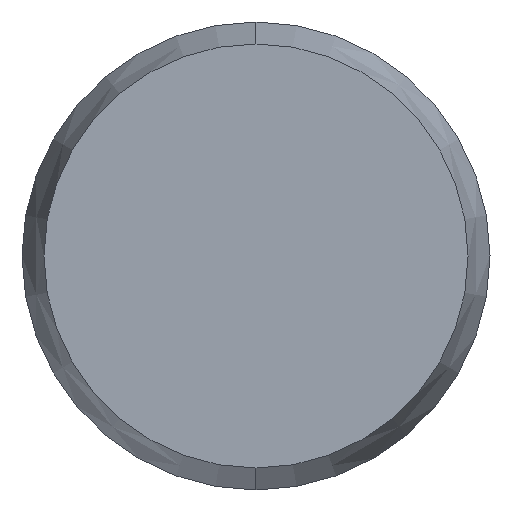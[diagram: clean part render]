
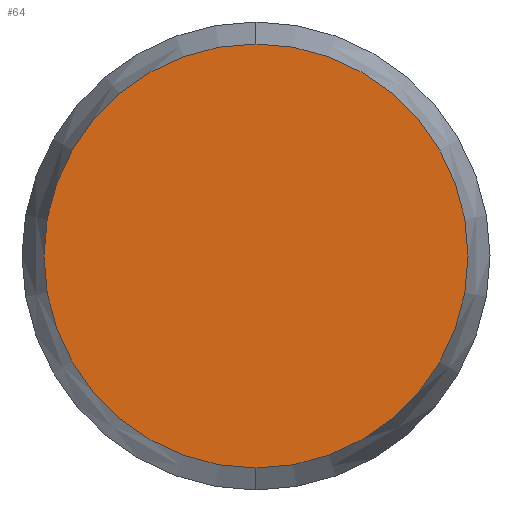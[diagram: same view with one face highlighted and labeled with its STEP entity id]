
A CAD part, left-side view. The second image highlights one B-rep face of the part: STEP entity #64.
In plain terms, the highlighted planar face has unit normal (-1, 0, 0).
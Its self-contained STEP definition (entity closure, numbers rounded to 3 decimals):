
#16 = FACE_OUTER_BOUND ( 'NONE', #250, .T. ) ;
#21 = CIRCLE ( 'NONE', #245, 0.906 ) ;
#23 = VERTEX_POINT ( 'NONE', #249 ) ;
#32 = CARTESIAN_POINT ( 'NONE',  ( -5., 0., 0. ) ) ;
#42 = CARTESIAN_POINT ( 'NONE',  ( -5., 0., 0. ) ) ;
#44 = AXIS2_PLACEMENT_3D ( 'NONE', #32, #194, #82 ) ;
#49 = ORIENTED_EDGE ( 'NONE', *, *, #135, .T. ) ;
#54 = EDGE_CURVE ( 'NONE', #100, #23, #192, .T. ) ;
#62 = DIRECTION ( 'NONE',  ( 0., 0., 1. ) ) ;
#63 = AXIS2_PLACEMENT_3D ( 'NONE', #190, #168, #231 ) ;
#64 = ADVANCED_FACE ( 'NONE', ( #16 ), #127, .T. ) ;
#82 = DIRECTION ( 'NONE',  ( 0., 0., 1. ) ) ;
#100 = VERTEX_POINT ( 'NONE', #166 ) ;
#127 = PLANE ( 'NONE',  #44 ) ;
#135 = EDGE_CURVE ( 'NONE', #23, #100, #21, .T. ) ;
#151 = DIRECTION ( 'NONE',  ( -1., 0., 0. ) ) ;
#166 = CARTESIAN_POINT ( 'NONE',  ( -5., 0., -0.906 ) ) ;
#168 = DIRECTION ( 'NONE',  ( -1., 0., 0. ) ) ;
#190 = CARTESIAN_POINT ( 'NONE',  ( -5., 0., 0. ) ) ;
#192 = CIRCLE ( 'NONE', #63, 0.906 ) ;
#194 = DIRECTION ( 'NONE',  ( -1., 0., 0. ) ) ;
#231 = DIRECTION ( 'NONE',  ( 0., 0., 1. ) ) ;
#234 = ORIENTED_EDGE ( 'NONE', *, *, #54, .T. ) ;
#245 = AXIS2_PLACEMENT_3D ( 'NONE', #42, #151, #62 ) ;
#249 = CARTESIAN_POINT ( 'NONE',  ( -5., 0., 0.906 ) ) ;
#250 = EDGE_LOOP ( 'NONE', ( #49, #234 ) ) ;
